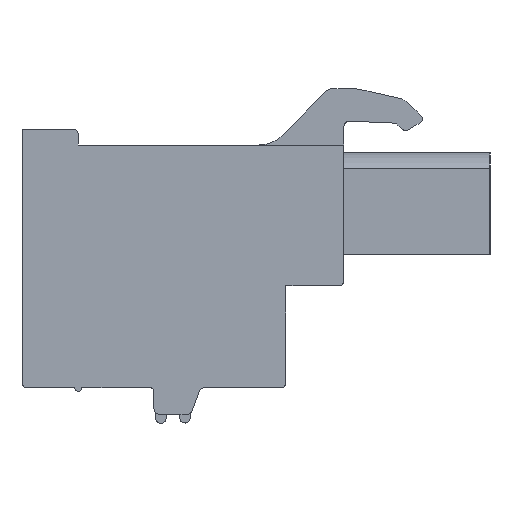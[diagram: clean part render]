
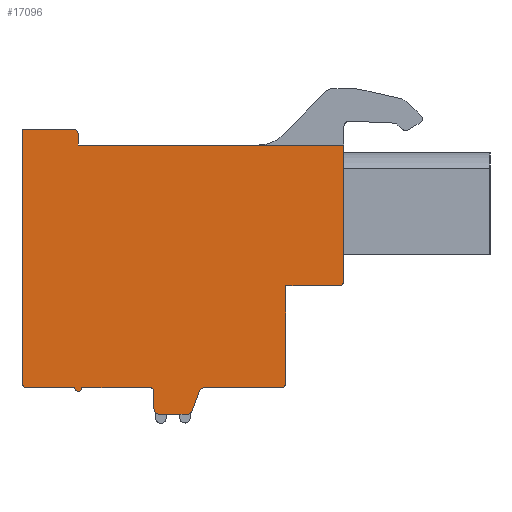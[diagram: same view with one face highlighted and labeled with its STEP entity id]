
A CAD part, left-side view. The second image highlights one B-rep face of the part: STEP entity #17096.
In plain terms, the highlighted planar face has unit normal (-1, 0, 0).
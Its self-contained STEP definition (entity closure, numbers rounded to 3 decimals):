
#102=DIRECTION('',(0.,0.,1.));
#103=VECTOR('',#102,5.5);
#104=CARTESIAN_POINT('',(-107.3,-2.36,-6.54));
#105=LINE('',#104,#103);
#110=CARTESIAN_POINT('',(-107.3,-5.36,-0.74));
#111=DIRECTION('',(1.,0.,0.));
#112=DIRECTION('',(0.,-1.,0.));
#113=AXIS2_PLACEMENT_3D('',#110,#111,#112);
#115=DIRECTION('',(0.,-1.,0.));
#116=VECTOR('',#115,3.);
#117=CARTESIAN_POINT('',(-107.3,-2.36,-1.04));
#118=LINE('',#117,#116);
#119=CARTESIAN_POINT('',(-107.3,-2.06,-6.54));
#120=DIRECTION('',(1.,0.,0.));
#121=DIRECTION('',(0.,-1.,0.));
#122=AXIS2_PLACEMENT_3D('',#119,#120,#121);
#124=DIRECTION('',(0.,1.,0.));
#125=VECTOR('',#124,4.34);
#126=CARTESIAN_POINT('',(-107.3,-2.06,-6.84));
#127=LINE('',#126,#125);
#128=CARTESIAN_POINT('',(-107.3,2.28,-7.14));
#129=DIRECTION('',(-1.,0.,0.));
#130=DIRECTION('',(0.,0.,1.));
#131=AXIS2_PLACEMENT_3D('',#128,#129,#130);
#133=DIRECTION('',(0.,0.345,-0.939));
#134=VECTOR('',#133,1.179);
#135=CARTESIAN_POINT('',(-107.3,2.562,-7.037));
#136=LINE('',#135,#134);
#137=CARTESIAN_POINT('',(-107.3,3.25,-8.04));
#138=DIRECTION('',(1.,0.,0.));
#139=DIRECTION('',(0.,-0.939,-0.345));
#140=AXIS2_PLACEMENT_3D('',#137,#138,#139);
#142=DIRECTION('',(0.,1.,0.));
#143=VECTOR('',#142,1.59);
#144=CARTESIAN_POINT('',(-107.3,3.25,-8.34));
#145=LINE('',#144,#143);
#146=CARTESIAN_POINT('',(-107.3,4.84,-8.04));
#147=DIRECTION('',(1.,0.,0.));
#148=DIRECTION('',(0.,0.,-1.));
#149=AXIS2_PLACEMENT_3D('',#146,#147,#148);
#151=DIRECTION('',(0.,0.,1.));
#152=VECTOR('',#151,1.);
#153=CARTESIAN_POINT('',(-107.3,5.14,-8.04));
#154=LINE('',#153,#152);
#155=CARTESIAN_POINT('',(-107.3,5.34,-7.04));
#156=DIRECTION('',(-1.,0.,0.));
#157=DIRECTION('',(0.,-1.,0.));
#158=AXIS2_PLACEMENT_3D('',#155,#156,#157);
#160=DIRECTION('',(0.,1.,0.));
#161=VECTOR('',#160,3.9);
#162=CARTESIAN_POINT('',(-107.3,5.34,-6.84));
#163=LINE('',#162,#161);
#164=CARTESIAN_POINT('',(-107.3,9.44,-6.84));
#165=DIRECTION('',(1.,0.,0.));
#166=DIRECTION('',(0.,-1.,0.));
#167=AXIS2_PLACEMENT_3D('',#164,#165,#166);
#169=DIRECTION('',(0.,1.,0.));
#170=VECTOR('',#169,2.7);
#171=CARTESIAN_POINT('',(-107.3,9.64,-6.84));
#172=LINE('',#171,#170);
#173=CARTESIAN_POINT('',(-107.3,12.34,-6.54));
#174=DIRECTION('',(1.,0.,0.));
#175=DIRECTION('',(0.,0.,-1.));
#176=AXIS2_PLACEMENT_3D('',#173,#174,#175);
#178=DIRECTION('',(0.,0.,1.));
#179=VECTOR('',#178,14.4);
#180=CARTESIAN_POINT('',(-107.3,12.64,-6.54));
#181=LINE('',#180,#179);
#182=DIRECTION('',(0.,-1.,0.));
#183=VECTOR('',#182,2.9);
#184=CARTESIAN_POINT('',(-107.3,12.64,7.86));
#185=LINE('',#184,#183);
#186=CARTESIAN_POINT('',(-107.3,9.74,7.56));
#187=DIRECTION('',(1.,0.,0.));
#188=DIRECTION('',(0.,0.,1.));
#189=AXIS2_PLACEMENT_3D('',#186,#187,#188);
#191=DIRECTION('',(0.,0.,-1.));
#192=VECTOR('',#191,0.6);
#193=CARTESIAN_POINT('',(-107.3,9.44,7.56));
#194=LINE('',#193,#192);
#195=DIRECTION('',(0.,-1.,0.));
#196=VECTOR('',#195,15.1);
#197=CARTESIAN_POINT('',(-107.3,9.44,6.96));
#198=LINE('',#197,#196);
#5069=DIRECTION('',(0.,0.,1.));
#5070=VECTOR('',#5069,7.7);
#5071=CARTESIAN_POINT('',(-107.3,-5.66,-0.74));
#5072=LINE('',#5071,#5070);
#12943=CARTESIAN_POINT('',(-107.3,9.44,6.96));
#12944=CARTESIAN_POINT('',(-107.3,-5.66,6.96));
#12945=VERTEX_POINT('',#12943);
#12946=VERTEX_POINT('',#12944);
#12947=CARTESIAN_POINT('',(-107.3,-2.36,-6.54));
#12948=CARTESIAN_POINT('',(-107.3,-2.06,-6.84));
#12949=VERTEX_POINT('',#12947);
#12950=VERTEX_POINT('',#12948);
#12951=CARTESIAN_POINT('',(-107.3,2.28,-6.84));
#12952=VERTEX_POINT('',#12951);
#12953=CARTESIAN_POINT('',(-107.3,2.562,-7.037));
#12954=VERTEX_POINT('',#12953);
#12955=CARTESIAN_POINT('',(-107.3,2.968,-8.143));
#12956=VERTEX_POINT('',#12955);
#12957=CARTESIAN_POINT('',(-107.3,3.25,-8.34));
#12958=VERTEX_POINT('',#12957);
#12959=CARTESIAN_POINT('',(-107.3,4.84,-8.34));
#12960=VERTEX_POINT('',#12959);
#12961=CARTESIAN_POINT('',(-107.3,5.14,-8.04));
#12962=VERTEX_POINT('',#12961);
#12963=CARTESIAN_POINT('',(-107.3,5.14,-7.04));
#12964=VERTEX_POINT('',#12963);
#12965=CARTESIAN_POINT('',(-107.3,5.34,-6.84));
#12966=VERTEX_POINT('',#12965);
#12967=CARTESIAN_POINT('',(-107.3,9.24,-6.84));
#12968=VERTEX_POINT('',#12967);
#12969=CARTESIAN_POINT('',(-107.3,9.64,-6.84));
#12970=VERTEX_POINT('',#12969);
#12971=CARTESIAN_POINT('',(-107.3,12.34,-6.84));
#12972=VERTEX_POINT('',#12971);
#12973=CARTESIAN_POINT('',(-107.3,12.64,-6.54));
#12974=VERTEX_POINT('',#12973);
#12975=CARTESIAN_POINT('',(-107.3,12.64,7.86));
#12976=VERTEX_POINT('',#12975);
#12977=CARTESIAN_POINT('',(-107.3,9.74,7.86));
#12978=VERTEX_POINT('',#12977);
#12979=CARTESIAN_POINT('',(-107.3,9.44,7.56));
#12980=VERTEX_POINT('',#12979);
#16879=CARTESIAN_POINT('',(-107.3,-5.66,-0.74));
#16880=VERTEX_POINT('',#16879);
#16881=CARTESIAN_POINT('',(-107.3,-2.36,-1.04));
#16882=VERTEX_POINT('',#16881);
#16883=CARTESIAN_POINT('',(-107.3,-5.36,-1.04));
#16884=VERTEX_POINT('',#16883);
#17048=CARTESIAN_POINT('',(-107.3,0.,0.));
#17049=DIRECTION('',(1.,0.,0.));
#17050=DIRECTION('',(0.,-1.,0.));
#17051=AXIS2_PLACEMENT_3D('',#17048,#17049,#17050);
#17052=PLANE('',#17051);
#17053=ORIENTED_EDGE('',*,*,#17012,.T.);
#17054=ORIENTED_EDGE('',*,*,#17027,.F.);
#17055=ORIENTED_EDGE('',*,*,#17039,.F.);
#17057=ORIENTED_EDGE('',*,*,#17056,.T.);
#17059=ORIENTED_EDGE('',*,*,#17058,.T.);
#17061=ORIENTED_EDGE('',*,*,#17060,.T.);
#17063=ORIENTED_EDGE('',*,*,#17062,.T.);
#17065=ORIENTED_EDGE('',*,*,#17064,.T.);
#17067=ORIENTED_EDGE('',*,*,#17066,.T.);
#17069=ORIENTED_EDGE('',*,*,#17068,.T.);
#17071=ORIENTED_EDGE('',*,*,#17070,.T.);
#17073=ORIENTED_EDGE('',*,*,#17072,.T.);
#17075=ORIENTED_EDGE('',*,*,#17074,.T.);
#17077=ORIENTED_EDGE('',*,*,#17076,.T.);
#17079=ORIENTED_EDGE('',*,*,#17078,.T.);
#17081=ORIENTED_EDGE('',*,*,#17080,.T.);
#17083=ORIENTED_EDGE('',*,*,#17082,.T.);
#17085=ORIENTED_EDGE('',*,*,#17084,.T.);
#17087=ORIENTED_EDGE('',*,*,#17086,.T.);
#17089=ORIENTED_EDGE('',*,*,#17088,.T.);
#17091=ORIENTED_EDGE('',*,*,#17090,.T.);
#17093=ORIENTED_EDGE('',*,*,#17092,.F.);
#17094=EDGE_LOOP('',(#17053,#17054,#17055,#17057,#17059,#17061,#17063,#17065,
#17067,#17069,#17071,#17073,#17075,#17077,#17079,#17081,#17083,#17085,#17087,
#17089,#17091,#17093));
#17095=FACE_OUTER_BOUND('',#17094,.F.);
#17096=ADVANCED_FACE('',(#17095),#17052,.F.);
#114=CIRCLE('',#113,0.3);
#123=CIRCLE('',#122,0.3);
#132=CIRCLE('',#131,0.3);
#141=CIRCLE('',#140,0.3);
#150=CIRCLE('',#149,0.3);
#159=CIRCLE('',#158,0.2);
#168=CIRCLE('',#167,0.2);
#177=CIRCLE('',#176,0.3);
#190=CIRCLE('',#189,0.3);
#17012=EDGE_CURVE('',#16880,#16884,#114,.T.);
#17027=EDGE_CURVE('',#16882,#16884,#118,.T.);
#17039=EDGE_CURVE('',#12949,#16882,#105,.T.);
#17056=EDGE_CURVE('',#12949,#12950,#123,.T.);
#17058=EDGE_CURVE('',#12950,#12952,#127,.T.);
#17060=EDGE_CURVE('',#12952,#12954,#132,.T.);
#17062=EDGE_CURVE('',#12954,#12956,#136,.T.);
#17064=EDGE_CURVE('',#12956,#12958,#141,.T.);
#17066=EDGE_CURVE('',#12958,#12960,#145,.T.);
#17068=EDGE_CURVE('',#12960,#12962,#150,.T.);
#17070=EDGE_CURVE('',#12962,#12964,#154,.T.);
#17072=EDGE_CURVE('',#12964,#12966,#159,.T.);
#17074=EDGE_CURVE('',#12966,#12968,#163,.T.);
#17076=EDGE_CURVE('',#12968,#12970,#168,.T.);
#17078=EDGE_CURVE('',#12970,#12972,#172,.T.);
#17080=EDGE_CURVE('',#12972,#12974,#177,.T.);
#17082=EDGE_CURVE('',#12974,#12976,#181,.T.);
#17084=EDGE_CURVE('',#12976,#12978,#185,.T.);
#17086=EDGE_CURVE('',#12978,#12980,#190,.T.);
#17088=EDGE_CURVE('',#12980,#12945,#194,.T.);
#17090=EDGE_CURVE('',#12945,#12946,#198,.T.);
#17092=EDGE_CURVE('',#16880,#12946,#5072,.T.);
